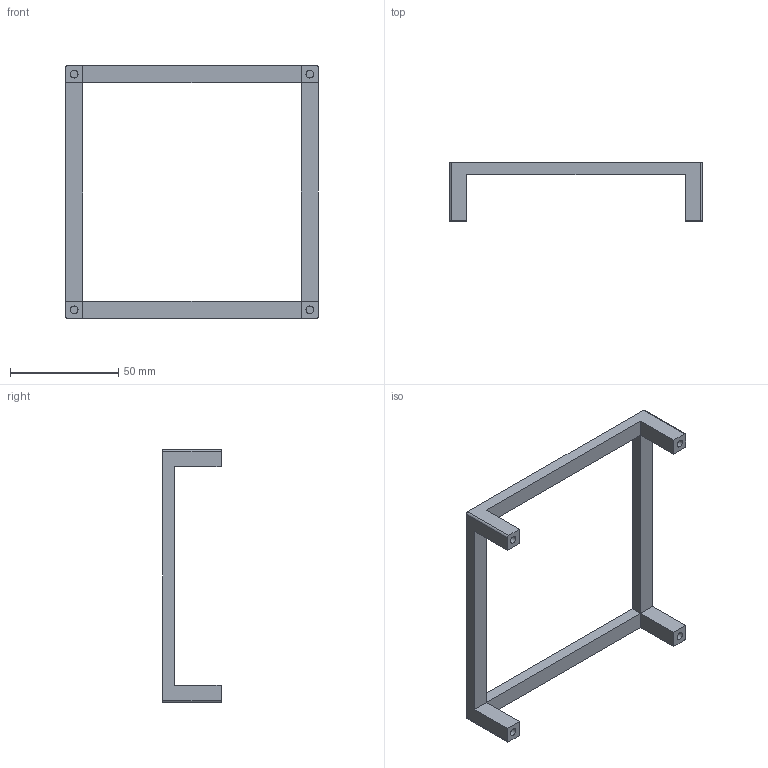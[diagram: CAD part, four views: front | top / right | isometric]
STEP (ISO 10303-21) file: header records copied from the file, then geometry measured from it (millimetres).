
FILE_DESCRIPTION(/* description */ (''),/* implementation_level */ '2;1');
FILE_NAME(/* name */ 'inner_spacer.step',/* time_stamp */ '2023-03-09T21:55:53+01:00',/* author */ (''),/* organization */ (''),/* preprocessor_version */ 'ST-DEVELOPER v19.2',/* originating_system */ 'Autodesk Translation Framework v11.17.0.187',/* authorisation */ '');
FILE_SCHEMA (('AUTOMOTIVE_DESIGN { 1 0 10303 214 3 1 1 }'));
Length unit declared in the file: millimetre
Products named in the file (1): inner_spacer
Bounding box: 117 x 26.9 x 117 mm (x, y, z)
Volume: 23804.3 mm3; surface area: 14530 mm2
Topology: 1 solids, 1 shells, 37 faces, 84 edges, 52 vertices
Faces by surface type: plane 29, cylinder 8
Full cylindrical faces by diameter (mm): 3.5 x4
Entity records: 1062 total; most frequent: DIRECTION 176, CARTESIAN_POINT 174, ORIENTED_EDGE 168, EDGE_CURVE 84, LINE 68, VECTOR 68, AXIS2_PLACEMENT_3D 54, VERTEX_POINT 52
